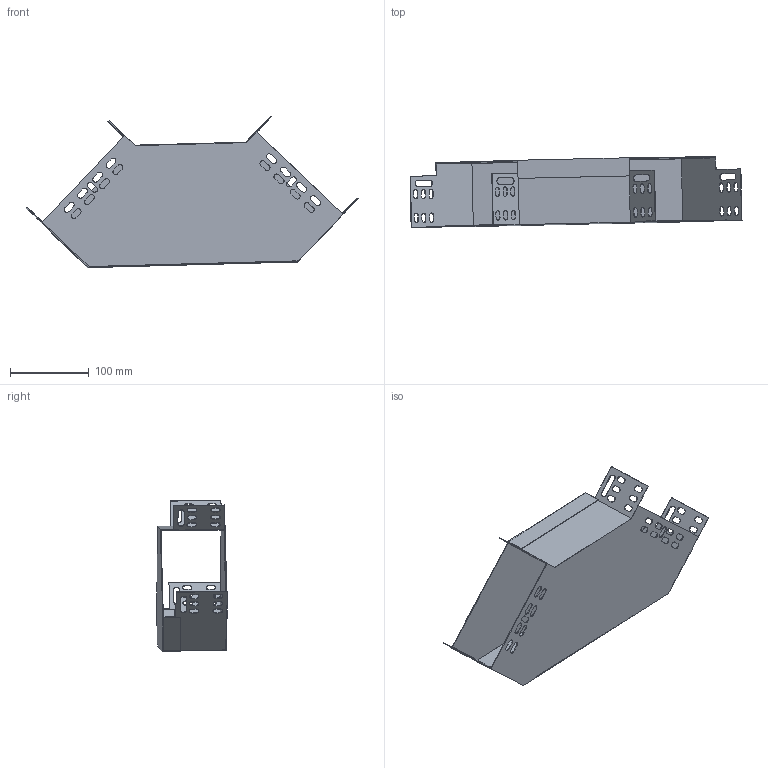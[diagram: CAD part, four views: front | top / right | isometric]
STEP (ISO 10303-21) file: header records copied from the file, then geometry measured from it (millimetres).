
FILE_DESCRIPTION (( 'STEP AP203' ), '1' );
FILE_NAME ('CLP2P-080-150-M-HDZ Ïîâîðîò íà 90 ãð. 80õ150 IEK HDZ.STEP', '2016-02-29T07:51:21', ( '' ), ( '' ), 'SwSTEP 2.0', 'SolidWorks 2014', '' );
FILE_SCHEMA (( 'CONFIG_CONTROL_DESIGN' ));
Length unit declared in the file: millimetre
Products named in the file (1): CLP2P-080-150-M-HDZ Ïîâîðîò íà 90 ãð. 80õ150 IEK HDZ
Bounding box: 420.96 x 89.89 x 191.95 mm (x, y, z)
Volume: 118037.2 mm3; surface area: 300000.6 mm2
Topology: 2 solids, 2 shells, 234 faces, 686 edges, 456 vertices
Faces by surface type: plane 142, cylinder 92
Entity records: 8041 total; most frequent: CARTESIAN_POINT 1377, ORIENTED_EDGE 1372, DIRECTION 1340, EDGE_CURVE 686, VECTOR 502, LINE 502, VERTEX_POINT 456, AXIS2_PLACEMENT_3D 419
